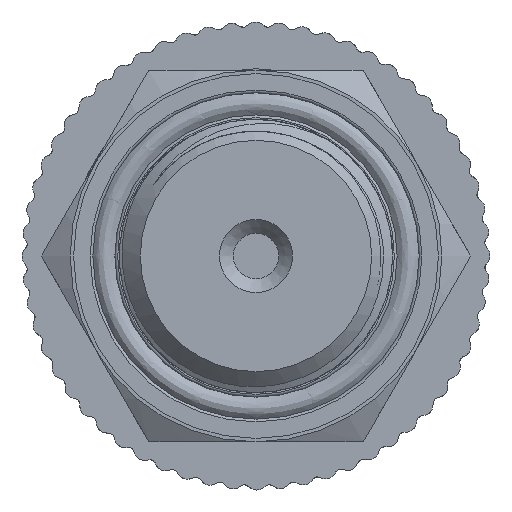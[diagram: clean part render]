
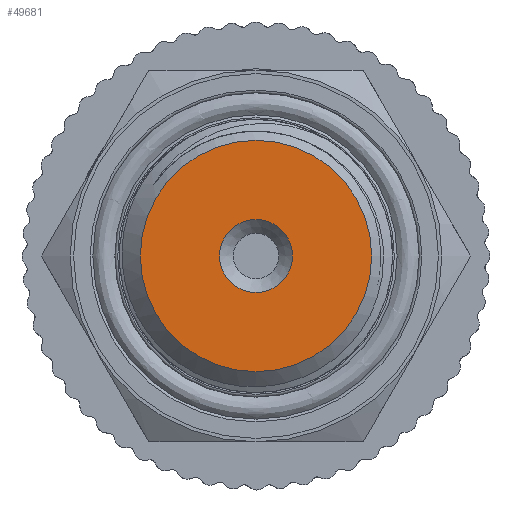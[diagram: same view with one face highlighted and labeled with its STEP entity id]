
A CAD part, left-side view. The second image highlights one B-rep face of the part: STEP entity #49681.
In plain terms, the highlighted planar face has unit normal (-1, 0, 0).
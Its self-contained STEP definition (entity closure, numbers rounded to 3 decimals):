
#152=PLANE('',#52329);
#2982=FACE_BOUND('',#7016,.T.);
#3147=CIRCLE('',#52284,8.4);
#3174=CIRCLE('',#52328,2.65);
#4300=FACE_OUTER_BOUND('',#7015,.T.);
#7015=EDGE_LOOP('',(#34785));
#7016=EDGE_LOOP('',(#34786));
#20424=VERTEX_POINT('',#83526);
#20447=VERTEX_POINT('',#84557);
#25947=EDGE_CURVE('',#20424,#20424,#3147,.T.);
#25986=EDGE_CURVE('',#20447,#20447,#3174,.T.);
#34785=ORIENTED_EDGE('',*,*,#25947,.T.);
#34786=ORIENTED_EDGE('',*,*,#25986,.T.);
#49681=ADVANCED_FACE('',(#4300,#2982),#152,.T.);
#52284=AXIS2_PLACEMENT_3D('',#83528,#56983,#56984);
#52328=AXIS2_PLACEMENT_3D('',#84559,#57079,#57080);
#52329=AXIS2_PLACEMENT_3D('',#84560,#57081,#57082);
#56983=DIRECTION('center_axis',(-1.,0.,0.));
#56984=DIRECTION('ref_axis',(0.,1.,0.));
#57079=DIRECTION('center_axis',(1.,0.,0.));
#57080=DIRECTION('ref_axis',(0.,0.,-1.));
#57081=DIRECTION('center_axis',(-1.,0.,0.));
#57082=DIRECTION('ref_axis',(0.,0.,1.));
#83526=CARTESIAN_POINT('',(-61.,-8.4,0.));
#83528=CARTESIAN_POINT('Origin',(-61.,0.,0.));
#84557=CARTESIAN_POINT('',(-61.,-2.65,0.));
#84559=CARTESIAN_POINT('Origin',(-61.,0.,0.));
#84560=CARTESIAN_POINT('Origin',(-61.,10.,0.));
